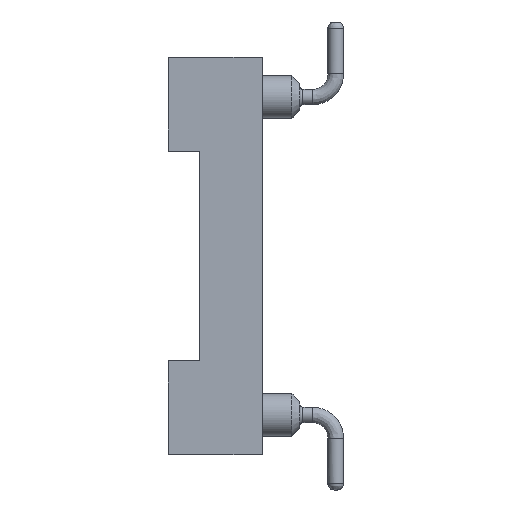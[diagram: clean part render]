
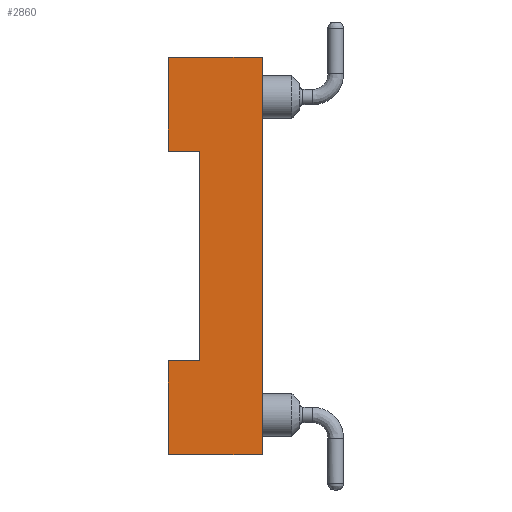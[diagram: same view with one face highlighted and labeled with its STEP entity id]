
A CAD part, left-side view. The second image highlights one B-rep face of the part: STEP entity #2860.
In plain terms, the highlighted planar face has unit normal (-1, 0, 0).
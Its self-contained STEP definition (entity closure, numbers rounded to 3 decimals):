
#105=CARTESIAN_POINT('',(-3.81,0.,-11.43));
#106=VERTEX_POINT('',#105);
#159=CARTESIAN_POINT('',(-3.81,0.,1.27));
#160=VERTEX_POINT('',#159);
#170=CARTESIAN_POINT('',(-3.81,0.,1.27));
#171=CARTESIAN_POINT('',(-3.81,0.,-1.27));
#172=CARTESIAN_POINT('',(-3.81,0.,-3.81));
#173=CARTESIAN_POINT('',(-3.81,0.,-6.35));
#174=CARTESIAN_POINT('',(-3.81,0.,-8.89));
#175=CARTESIAN_POINT('',(-3.81,0.,-11.43));
#176=B_SPLINE_CURVE_WITH_KNOTS('',5,(#170,#171,#172,#173,#174,#175),.UNSPECIFIED.,.F.,.U.,(6,6),(0.,12.7),.UNSPECIFIED.);
#177=EDGE_CURVE('',#160,#106,#176,.T.);
#2074=CARTESIAN_POINT('',(-3.81,2.,-1.73));
#2075=VERTEX_POINT('',#2074);
#2085=CARTESIAN_POINT('',(-3.81,3.,-1.73));
#2086=VERTEX_POINT('',#2085);
#2087=CARTESIAN_POINT('',(-3.81,2.,-1.73));
#2088=CARTESIAN_POINT('',(-3.81,2.2,-1.73));
#2089=CARTESIAN_POINT('',(-3.81,2.4,-1.73));
#2090=CARTESIAN_POINT('',(-3.81,2.6,-1.73));
#2091=CARTESIAN_POINT('',(-3.81,2.8,-1.73));
#2092=CARTESIAN_POINT('',(-3.81,3.,-1.73));
#2093=B_SPLINE_CURVE_WITH_KNOTS('',5,(#2087,#2088,#2089,#2090,#2091,#2092),.UNSPECIFIED.,.F.,.U.,(6,6),(0.,1.),.UNSPECIFIED.);
#2094=EDGE_CURVE('',#2075,#2086,#2093,.T.);
#2342=CARTESIAN_POINT('',(-3.81,3.,-8.43));
#2343=VERTEX_POINT('',#2342);
#2353=CARTESIAN_POINT('',(-3.81,2.,-8.43));
#2354=VERTEX_POINT('',#2353);
#2355=CARTESIAN_POINT('',(-3.81,3.,-8.43));
#2356=CARTESIAN_POINT('',(-3.81,2.8,-8.43));
#2357=CARTESIAN_POINT('',(-3.81,2.6,-8.43));
#2358=CARTESIAN_POINT('',(-3.81,2.4,-8.43));
#2359=CARTESIAN_POINT('',(-3.81,2.2,-8.43));
#2360=CARTESIAN_POINT('',(-3.81,2.,-8.43));
#2361=B_SPLINE_CURVE_WITH_KNOTS('',5,(#2355,#2356,#2357,#2358,#2359,#2360),.UNSPECIFIED.,.F.,.U.,(6,6),(0.,1.),.UNSPECIFIED.);
#2362=EDGE_CURVE('',#2343,#2354,#2361,.T.);
#2647=CARTESIAN_POINT('',(-3.81,3.,-11.43));
#2648=VERTEX_POINT('',#2647);
#2649=CARTESIAN_POINT('',(-3.81,0.,-11.43));
#2650=CARTESIAN_POINT('',(-3.81,0.6,-11.43));
#2651=CARTESIAN_POINT('',(-3.81,1.2,-11.43));
#2652=CARTESIAN_POINT('',(-3.81,1.8,-11.43));
#2653=CARTESIAN_POINT('',(-3.81,2.4,-11.43));
#2654=CARTESIAN_POINT('',(-3.81,3.,-11.43));
#2655=B_SPLINE_CURVE_WITH_KNOTS('',5,(#2649,#2650,#2651,#2652,#2653,#2654),.UNSPECIFIED.,.F.,.U.,(6,6),(0.,3.),.UNSPECIFIED.);
#2656=EDGE_CURVE('',#106,#2648,#2655,.T.);
#2797=CARTESIAN_POINT('',(-3.81,3.,1.27));
#2798=VERTEX_POINT('',#2797);
#2808=CARTESIAN_POINT('',(-3.81,3.,1.27));
#2809=CARTESIAN_POINT('',(-3.81,2.4,1.27));
#2810=CARTESIAN_POINT('',(-3.81,1.8,1.27));
#2811=CARTESIAN_POINT('',(-3.81,1.2,1.27));
#2812=CARTESIAN_POINT('',(-3.81,0.6,1.27));
#2813=CARTESIAN_POINT('',(-3.81,0.,1.27));
#2814=B_SPLINE_CURVE_WITH_KNOTS('',5,(#2808,#2809,#2810,#2811,#2812,#2813),.UNSPECIFIED.,.F.,.U.,(6,6),(0.,3.),.UNSPECIFIED.);
#2815=EDGE_CURVE('',#2798,#160,#2814,.T.);
#2821=CARTESIAN_POINT('',(-3.81,1.5,-5.08));
#2822=DIRECTION('',(0.,0.,1.));
#2823=DIRECTION('',(-1.,0.,0.));
#2824=AXIS2_PLACEMENT_3D('',#2821,#2823,#2822);
#2825=PLANE('',#2824);
#2826=CARTESIAN_POINT('',(-3.81,3.,-8.43));
#2827=CARTESIAN_POINT('',(-3.81,3.,-9.03));
#2828=CARTESIAN_POINT('',(-3.81,3.,-9.63));
#2829=CARTESIAN_POINT('',(-3.81,3.,-10.23));
#2830=CARTESIAN_POINT('',(-3.81,3.,-10.83));
#2831=CARTESIAN_POINT('',(-3.81,3.,-11.43));
#2832=B_SPLINE_CURVE_WITH_KNOTS('',5,(#2826,#2827,#2828,#2829,#2830,#2831),.UNSPECIFIED.,.F.,.U.,(6,6),(0.,3.),.UNSPECIFIED.);
#2833=EDGE_CURVE('',#2343,#2648,#2832,.T.);
#2834=ORIENTED_EDGE('',*,*,#2833,.T.);
#2835=ORIENTED_EDGE('',*,*,#2656,.F.);
#2836=ORIENTED_EDGE('',*,*,#177,.F.);
#2837=ORIENTED_EDGE('',*,*,#2815,.F.);
#2838=CARTESIAN_POINT('',(-3.81,3.,1.27));
#2839=CARTESIAN_POINT('',(-3.81,3.,0.67));
#2840=CARTESIAN_POINT('',(-3.81,3.,0.07));
#2841=CARTESIAN_POINT('',(-3.81,3.,-0.53));
#2842=CARTESIAN_POINT('',(-3.81,3.,-1.13));
#2843=CARTESIAN_POINT('',(-3.81,3.,-1.73));
#2844=B_SPLINE_CURVE_WITH_KNOTS('',5,(#2838,#2839,#2840,#2841,#2842,#2843),.UNSPECIFIED.,.F.,.U.,(6,6),(0.,3.),.UNSPECIFIED.);
#2845=EDGE_CURVE('',#2798,#2086,#2844,.T.);
#2846=ORIENTED_EDGE('',*,*,#2845,.T.);
#2847=ORIENTED_EDGE('',*,*,#2094,.F.);
#2848=CARTESIAN_POINT('',(-3.81,2.,-1.73));
#2849=CARTESIAN_POINT('',(-3.81,2.,-3.07));
#2850=CARTESIAN_POINT('',(-3.81,2.,-4.41));
#2851=CARTESIAN_POINT('',(-3.81,2.,-5.75));
#2852=CARTESIAN_POINT('',(-3.81,2.,-7.09));
#2853=CARTESIAN_POINT('',(-3.81,2.,-8.43));
#2854=B_SPLINE_CURVE_WITH_KNOTS('',5,(#2848,#2849,#2850,#2851,#2852,#2853),.UNSPECIFIED.,.F.,.U.,(6,6),(0.,6.7),.UNSPECIFIED.);
#2855=EDGE_CURVE('',#2075,#2354,#2854,.T.);
#2856=ORIENTED_EDGE('',*,*,#2855,.T.);
#2857=ORIENTED_EDGE('',*,*,#2362,.F.);
#2858=EDGE_LOOP('',(#2834,#2835,#2836,#2837,#2846,#2847,#2856,#2857));
#2859=FACE_OUTER_BOUND('',#2858,.T.);
#2860=ADVANCED_FACE('',(#2859),#2825,.T.);
